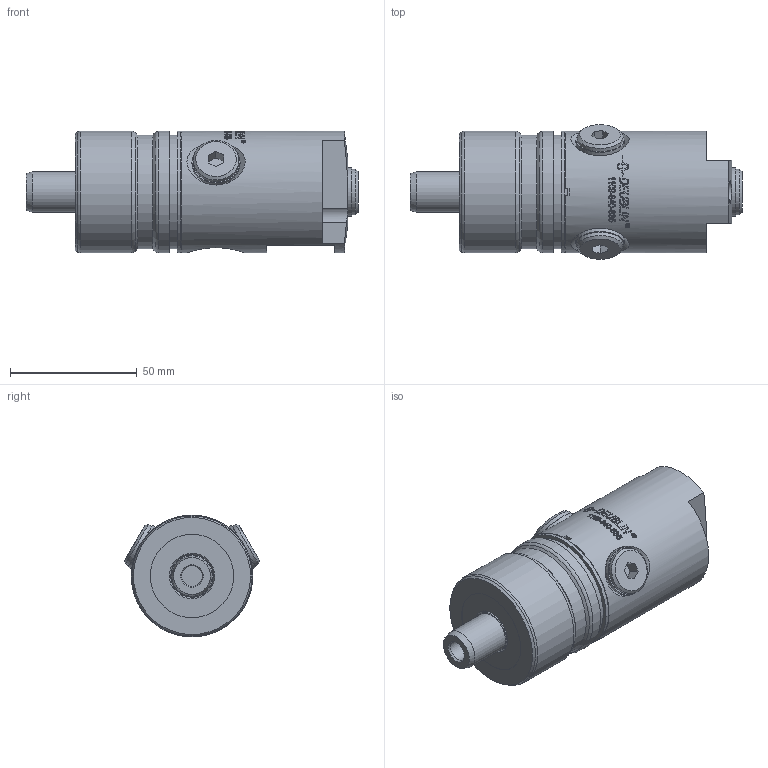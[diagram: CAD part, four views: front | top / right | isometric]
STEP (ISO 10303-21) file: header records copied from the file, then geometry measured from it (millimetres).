
FILE_DESCRIPTION(/* description */ (''),/* implementation_level */ '2;1');
FILE_NAME(/* name */ '1109-840-835-IC.stp',/* time_stamp */ '2020-05-21T13:37:43-05:00',/* author */ ('dyurkovich'),/* organization */ (''),/* preprocessor_version */ 'ST-DEVELOPER v18',/* originating_system */ 'Autodesk Inventor 2020',/* authorisation */ '');
FILE_SCHEMA (('AUTOMOTIVE_DESIGN { 1 0 10303 214 3 1 1 }'));
Length unit declared in the file: millimetre
Products named in the file (1): 1109-840-835-IC
Bounding box: 131.19 x 53.2 x 48 mm (x, y, z)
Volume: 180653 mm3; surface area: 30836 mm2
Topology: 1 solids, 19 shells, 530 faces, 1362 edges, 933 vertices
Faces by surface type: plane 248, bspline 133, cylinder 103, cone 34, torus 12
Full cylindrical faces by diameter (mm): 4.134 x3, 4.5 x3, 5 x3, 5.5 x3, 7.2 x3, 7.5 x3, 8.1 x1, 8.5 x3, 9 x3, 11.445 x4, 13.157 x2, 13.5 x3, 15.9 x1, 16.5 x1, 18 x3, 19 x3, 29.5 x1, 33 x1, 44 x1, 44.6 x1, 45 x2, 48 x4
Entity records: 21376 total; most frequent: CARTESIAN_POINT 8741, ORIENTED_EDGE 2712, DIRECTION 2318, EDGE_CURVE 1356, VERTEX_POINT 933, AXIS2_PLACEMENT_3D 893, EDGE_LOOP 613, LINE 532
